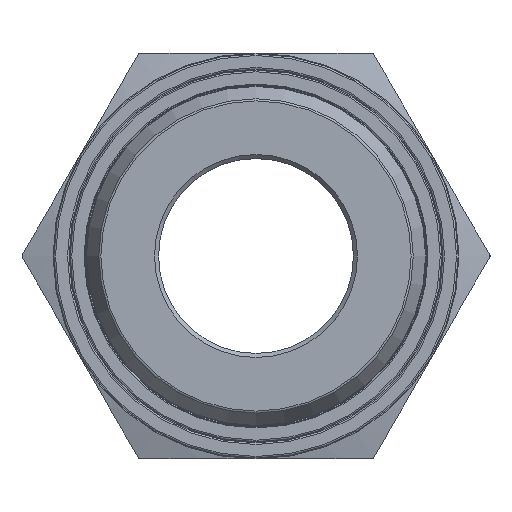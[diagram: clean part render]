
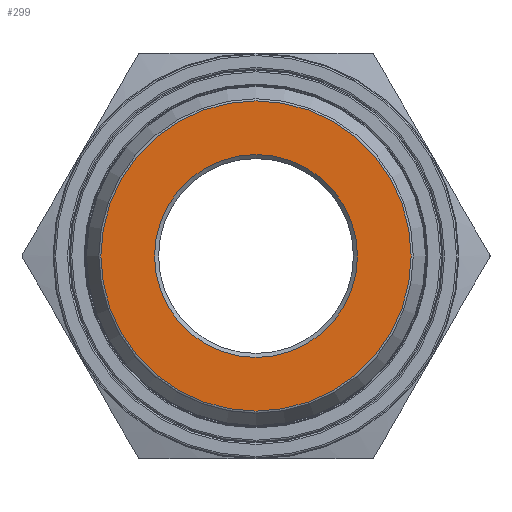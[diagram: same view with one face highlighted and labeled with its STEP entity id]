
A CAD part, left-side view. The second image highlights one B-rep face of the part: STEP entity #299.
In plain terms, the highlighted planar face has unit normal (-1, 0, 0).
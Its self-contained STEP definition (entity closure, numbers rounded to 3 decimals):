
#299=ADVANCED_FACE('',(#404,#405),#343,.F.);
#343=PLANE('',#1161);
#404=FACE_BOUND('',#528,.T.);
#405=FACE_BOUND('',#529,.T.);
#528=EDGE_LOOP('',(#729));
#529=EDGE_LOOP('',(#730));
#729=ORIENTED_EDGE('',*,*,#982,.T.);
#730=ORIENTED_EDGE('',*,*,#983,.T.);
#876=VERTEX_POINT('',#1933);
#877=VERTEX_POINT('',#1935);
#982=EDGE_CURVE('',#876,#876,#1047,.T.);
#983=EDGE_CURVE('',#877,#877,#1048,.T.);
#1047=CIRCLE('',#1159,12.5);
#1048=CIRCLE('',#1160,19.107);
#1159=AXIS2_PLACEMENT_3D('',#1932,#1400,#1401);
#1160=AXIS2_PLACEMENT_3D('',#1934,#1402,#1403);
#1161=AXIS2_PLACEMENT_3D('',#1936,#1404,#1405);
#1400=DIRECTION('',(1.,0.,0.));
#1401=DIRECTION('',(0.,0.,-1.));
#1402=DIRECTION('',(-1.,0.,0.));
#1403=DIRECTION('',(0.,0.,-1.));
#1404=DIRECTION('',(1.,0.,0.));
#1405=DIRECTION('',(0.,0.,-1.));
#1932=CARTESIAN_POINT('',(196.055,0.,0.));
#1933=CARTESIAN_POINT('',(196.055,0.,-12.5));
#1934=CARTESIAN_POINT('',(196.055,0.,0.));
#1935=CARTESIAN_POINT('',(196.055,0.,-19.107));
#1936=CARTESIAN_POINT('',(196.055,-28.579,0.));
